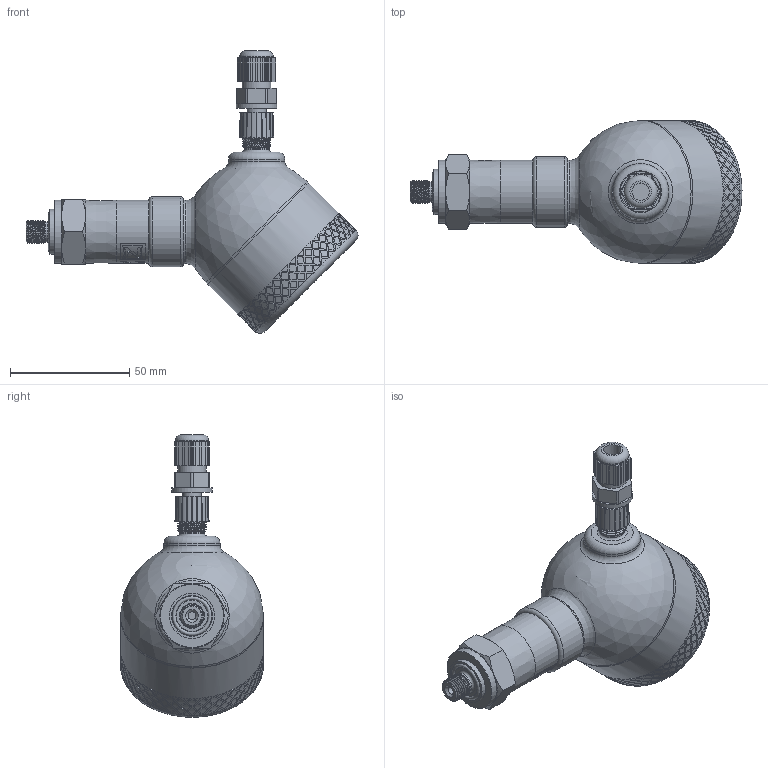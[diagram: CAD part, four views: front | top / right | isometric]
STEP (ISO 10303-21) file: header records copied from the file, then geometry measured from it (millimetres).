
FILE_DESCRIPTION(/* description */ (''),/* implementation_level */ '2;1');
FILE_NAME(/* name */ 'APZ3230FH_5_M12x1-angstraightsplay.step',/* time_stamp */ '2021-06-30T15:47:28+03:00',/* author */ (''),/* organization */ (''),/* preprocessor_version */ 'ST-DEVELOPER v18.1',/* originating_system */ 'Autodesk Translation Framework v10.9.0.1377',/* authorisation */ '');
FILE_SCHEMA (('AUTOMOTIVE_DESIGN { 1 0 10303 214 3 1 1 }'));
Length unit declared in the file: millimetre
Products named in the file (8): Полевой корпус 
3420 3421 3230 заполненный; M10x1 DIN; FieldHousing Assembly v16; main body; Дисплей; Крышка для 
дисплея; Адаптер М12х1; M12x1 female straight v9
Assembly tree (7 placements, depth 3):
  Полевой корпус 
3420 3421 3230 заполненный
    M10x1 DIN
    FieldHousing Assembly v16
      main body
      Дисплей
      Крышка для 
дисплея
      Адаптер М12х1
      M12x1 female straight v9
Bounding box: 139.38 x 60.1 x 118.64 mm (x, y, z)
Volume: 174837.2 mm3; surface area: 50952.8 mm2
Topology: 16 solids, 16 shells, 1747 faces, 4445 edges, 2935 vertices
Faces by surface type: bspline 968, plane 372, cylinder 330, cone 49, torus 25, sphere 3
Full cylindrical faces by diameter (mm): 1 x4, 3.3 x1, 5 x4, 7.3 x1, 8 x3, 8.5 x1, 8.744 x4, 9.3 x1, 9.884 x3, 10.293 x1, 10.5 x2, 10.741 x7, 11.884 x6, 12 x1, 13.5 x1, 14 x1, 16.7 x1, 17 x1, 19 x1, 19.7 x1, 21.6 x1, 22.4 x1, 23.6 x1, 24.5 x2, 26.5 x1, 29.5 x1, 41 x3, 46 x2, 52.5 x1, 57.2 x1
Entity records: 69918 total; most frequent: CARTESIAN_POINT 35183, ORIENTED_EDGE 8888, EDGE_CURVE 4444, DIRECTION 3853, VERTEX_POINT 2935, B_SPLINE_CURVE_WITH_KNOTS 2732, EDGE_LOOP 1991, FACE_OUTER_BOUND 1747
